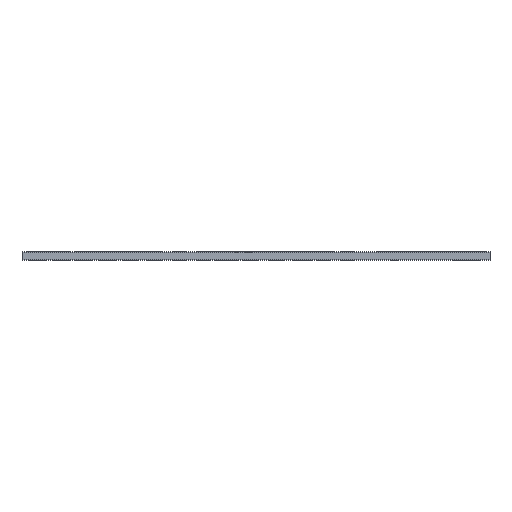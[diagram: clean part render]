
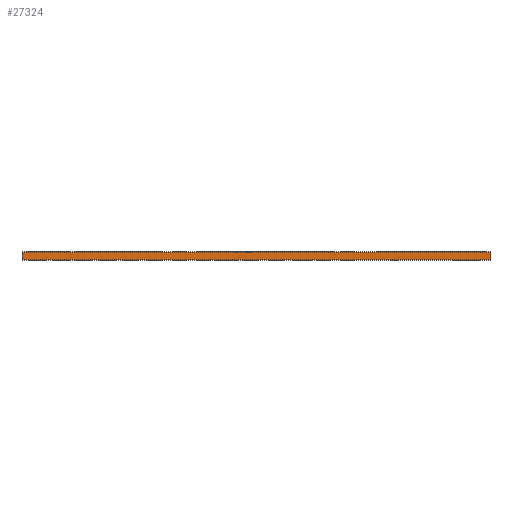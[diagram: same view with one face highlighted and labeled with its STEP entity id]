
A CAD part, front view. The second image highlights one B-rep face of the part: STEP entity #27324.
In plain terms, the highlighted planar face has unit normal (0, -1, 0).
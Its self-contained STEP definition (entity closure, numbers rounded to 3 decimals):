
#27268 = VERTEX_POINT('',#27269);
#27269 = CARTESIAN_POINT('',(234.,-144.,1.51));
#27275 = EDGE_CURVE('',#27276,#27268,#27278,.T.);
#27276 = VERTEX_POINT('',#27277);
#27277 = CARTESIAN_POINT('',(234.,-144.,0.));
#27278 = LINE('',#27279,#27280);
#27279 = CARTESIAN_POINT('',(234.,-144.,0.));
#27280 = VECTOR('',#27281,1.);
#27281 = DIRECTION('',(0.,0.,1.));
#27324 = ADVANCED_FACE('',(#27325),#27350,.T.);
#27325 = FACE_BOUND('',#27326,.T.);
#27326 = EDGE_LOOP('',(#27327,#27328,#27336,#27344));
#27327 = ORIENTED_EDGE('',*,*,#27275,.T.);
#27328 = ORIENTED_EDGE('',*,*,#27329,.T.);
#27329 = EDGE_CURVE('',#27268,#27330,#27332,.T.);
#27330 = VERTEX_POINT('',#27331);
#27331 = CARTESIAN_POINT('',(144.,-144.,1.51));
#27332 = LINE('',#27333,#27334);
#27333 = CARTESIAN_POINT('',(234.,-144.,1.51));
#27334 = VECTOR('',#27335,1.);
#27335 = DIRECTION('',(-1.,0.,0.));
#27336 = ORIENTED_EDGE('',*,*,#27337,.F.);
#27337 = EDGE_CURVE('',#27338,#27330,#27340,.T.);
#27338 = VERTEX_POINT('',#27339);
#27339 = CARTESIAN_POINT('',(144.,-144.,0.));
#27340 = LINE('',#27341,#27342);
#27341 = CARTESIAN_POINT('',(144.,-144.,0.));
#27342 = VECTOR('',#27343,1.);
#27343 = DIRECTION('',(0.,0.,1.));
#27344 = ORIENTED_EDGE('',*,*,#27345,.F.);
#27345 = EDGE_CURVE('',#27276,#27338,#27346,.T.);
#27346 = LINE('',#27347,#27348);
#27347 = CARTESIAN_POINT('',(234.,-144.,0.));
#27348 = VECTOR('',#27349,1.);
#27349 = DIRECTION('',(-1.,0.,0.));
#27350 = PLANE('',#27351);
#27351 = AXIS2_PLACEMENT_3D('',#27352,#27353,#27354);
#27352 = CARTESIAN_POINT('',(234.,-144.,0.));
#27353 = DIRECTION('',(0.,-1.,0.));
#27354 = DIRECTION('',(-1.,0.,0.));
